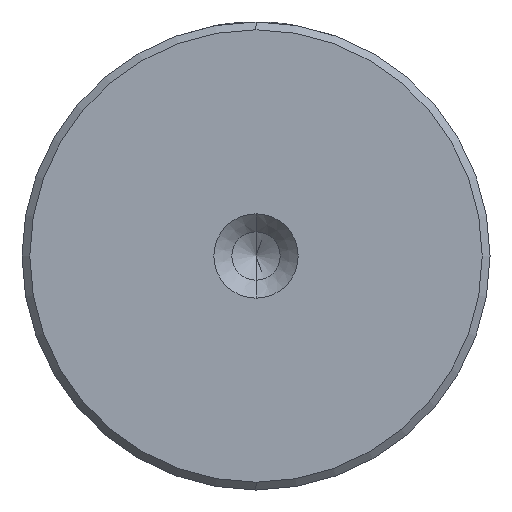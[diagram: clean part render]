
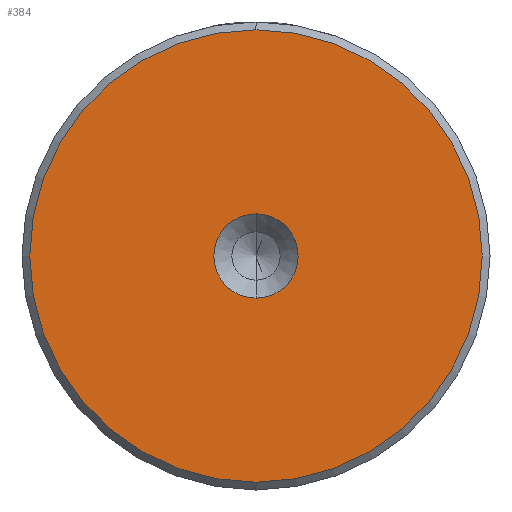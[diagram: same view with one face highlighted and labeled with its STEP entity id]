
A CAD part, left-side view. The second image highlights one B-rep face of the part: STEP entity #384.
In plain terms, the highlighted planar face has unit normal (-1, 0, 0).
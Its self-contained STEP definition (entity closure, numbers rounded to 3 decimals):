
#130 = DIRECTION ( 'NONE',  ( 0., 0., 1. ) ) ;
#137 = DIRECTION ( 'NONE',  ( -1., 0., 0. ) ) ;
#142 = CARTESIAN_POINT ( 'NONE',  ( 0., 0., 0. ) ) ;
#220 = CIRCLE ( 'NONE', #1999, 2.7 ) ;
#264 = ORIENTED_EDGE ( 'NONE', *, *, #1225, .F. ) ;
#289 = ORIENTED_EDGE ( 'NONE', *, *, #390, .T. ) ;
#301 = DIRECTION ( 'NONE',  ( 0., 0., 1. ) ) ;
#306 = CARTESIAN_POINT ( 'NONE',  ( 0., 0., 0. ) ) ;
#308 = CIRCLE ( 'NONE', #2111, 14.5 ) ;
#325 = PLANE ( 'NONE',  #1562 ) ;
#384 = ADVANCED_FACE ( 'NONE', ( #509, #2132 ), #325, .T. ) ;
#390 = EDGE_CURVE ( 'NONE', #2058, #1001, #453, .T. ) ;
#453 = CIRCLE ( 'NONE', #1457, 14.5 ) ;
#499 = DIRECTION ( 'NONE',  ( -1., 0., 0. ) ) ;
#509 = FACE_OUTER_BOUND ( 'NONE', #637, .T. ) ;
#637 = EDGE_LOOP ( 'NONE', ( #1238, #289 ) ) ;
#689 = VERTEX_POINT ( 'NONE', #833 ) ;
#717 = CARTESIAN_POINT ( 'NONE',  ( 0., 0., -14.5 ) ) ;
#776 = AXIS2_PLACEMENT_3D ( 'NONE', #948, #2065, #1107 ) ;
#780 = DIRECTION ( 'NONE',  ( -1., 0., 0. ) ) ;
#833 = CARTESIAN_POINT ( 'NONE',  ( 0., 0., -2.7 ) ) ;
#928 = CARTESIAN_POINT ( 'NONE',  ( 0., 0., 0. ) ) ;
#932 = ORIENTED_EDGE ( 'NONE', *, *, #1549, .F. ) ;
#948 = CARTESIAN_POINT ( 'NONE',  ( 0., 0., 0. ) ) ;
#1001 = VERTEX_POINT ( 'NONE', #717 ) ;
#1051 = CARTESIAN_POINT ( 'NONE',  ( 0., 0., 14.5 ) ) ;
#1096 = DIRECTION ( 'NONE',  ( 0., 0., 1. ) ) ;
#1107 = DIRECTION ( 'NONE',  ( 0., 0., 1. ) ) ;
#1116 = CARTESIAN_POINT ( 'NONE',  ( 0., 0., 2.7 ) ) ;
#1225 = EDGE_CURVE ( 'NONE', #689, #1248, #220, .T. ) ;
#1238 = ORIENTED_EDGE ( 'NONE', *, *, #1512, .T. ) ;
#1248 = VERTEX_POINT ( 'NONE', #1116 ) ;
#1457 = AXIS2_PLACEMENT_3D ( 'NONE', #142, #137, #130 ) ;
#1473 = CIRCLE ( 'NONE', #776, 2.7 ) ;
#1512 = EDGE_CURVE ( 'NONE', #1001, #2058, #308, .T. ) ;
#1549 = EDGE_CURVE ( 'NONE', #1248, #689, #1473, .T. ) ;
#1562 = AXIS2_PLACEMENT_3D ( 'NONE', #306, #499, #301 ) ;
#1743 = CARTESIAN_POINT ( 'NONE',  ( 0., 0., 0. ) ) ;
#1909 = DIRECTION ( 'NONE',  ( 0., 0., 1. ) ) ;
#1999 = AXIS2_PLACEMENT_3D ( 'NONE', #1743, #780, #1909 ) ;
#2015 = EDGE_LOOP ( 'NONE', ( #932, #264 ) ) ;
#2048 = DIRECTION ( 'NONE',  ( -1., 0., 0. ) ) ;
#2058 = VERTEX_POINT ( 'NONE', #1051 ) ;
#2065 = DIRECTION ( 'NONE',  ( -1., 0., 0. ) ) ;
#2111 = AXIS2_PLACEMENT_3D ( 'NONE', #928, #2048, #1096 ) ;
#2132 = FACE_BOUND ( 'NONE', #2015, .T. ) ;
